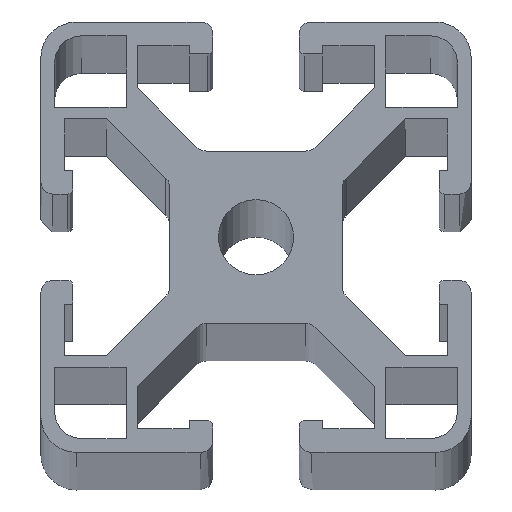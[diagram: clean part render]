
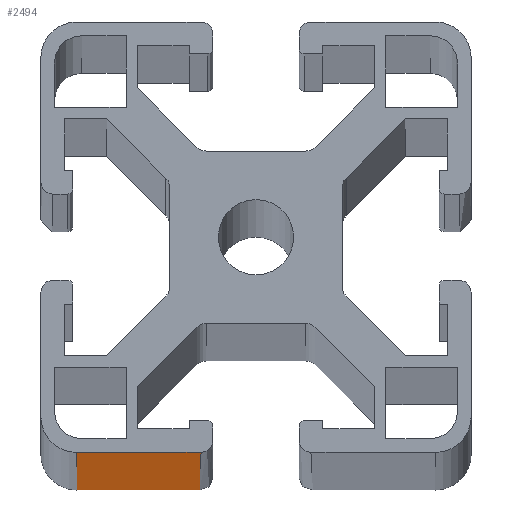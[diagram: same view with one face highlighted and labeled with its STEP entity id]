
A CAD part, top view. The second image highlights one B-rep face of the part: STEP entity #2494.
In plain terms, the highlighted planar face has unit normal (0, -1, 0).
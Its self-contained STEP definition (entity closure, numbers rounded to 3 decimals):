
#61=CARTESIAN_POINT('',(-5.245,-19.998,-3048.));
#480=DIRECTION('',(0.,0.,1.));
#481=VECTOR('',#480,2000.);
#482=CARTESIAN_POINT('',(-16.68,-20.,-3048.));
#483=LINE('',#482,#481);
#488=DIRECTION('',(1.,0.,0.));
#489=VECTOR('',#488,11.575);
#490=CARTESIAN_POINT('',(-16.68,-20.,-1048.));
#491=LINE('',#490,#489);
#492=DIRECTION('',(1.,0.,0.));
#493=VECTOR('',#492,11.435);
#494=CARTESIAN_POINT('',(-16.68,-20.,-3048.));
#495=LINE('',#494,#493);
#505=DIRECTION('',(0.,0.,-1.));
#506=VECTOR('',#505,2000.);
#507=CARTESIAN_POINT('',(-5.105,-20.,-1048.));
#508=LINE('',#507,#506);
#1505=CARTESIAN_POINT('',(-16.68,-20.,-3048.));
#1507=VERTEX_POINT('',#1505);
#1582=VERTEX_POINT('',#61);
#1776=CARTESIAN_POINT('',(-5.105,-20.,-1048.));
#1778=VERTEX_POINT('',#1776);
#1791=CARTESIAN_POINT('',(-16.68,-20.,-1048.));
#1792=VERTEX_POINT('',#1791);
#2482=CARTESIAN_POINT('',(0.,-20.,3048.));
#2483=DIRECTION('',(0.,1.,0.));
#2484=DIRECTION('',(1.,0.,0.));
#2485=AXIS2_PLACEMENT_3D('',#2482,#2483,#2484);
#2486=PLANE('',#2485);
#2487=ORIENTED_EDGE('',*,*,#1979,.T.);
#2489=ORIENTED_EDGE('',*,*,#2488,.T.);
#2490=ORIENTED_EDGE('',*,*,#2129,.F.);
#2491=ORIENTED_EDGE('',*,*,#2475,.T.);
#2492=EDGE_LOOP('',(#2487,#2489,#2490,#2491));
#2493=FACE_OUTER_BOUND('',#2492,.F.);
#2494=ADVANCED_FACE('',(#2493),#2486,.F.);
#1979=EDGE_CURVE('',#1792,#1778,#491,.T.);
#2129=EDGE_CURVE('',#1507,#1582,#495,.T.);
#2475=EDGE_CURVE('',#1507,#1792,#483,.T.);
#2488=EDGE_CURVE('',#1778,#1582,#508,.T.);
